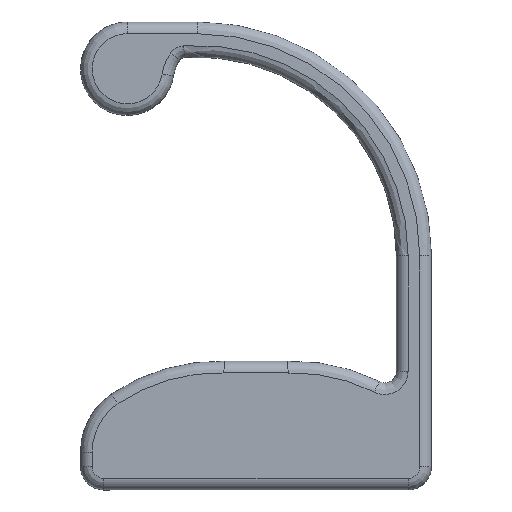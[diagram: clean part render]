
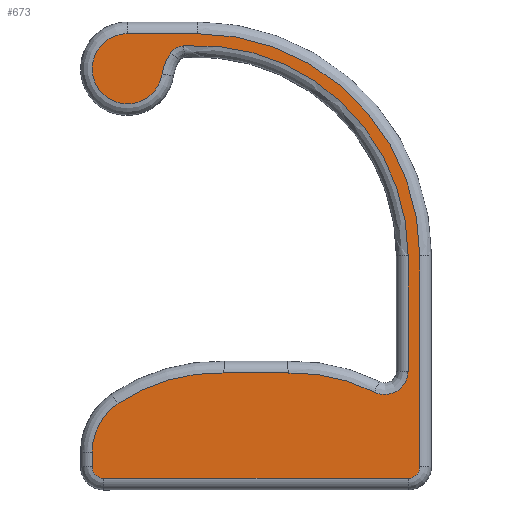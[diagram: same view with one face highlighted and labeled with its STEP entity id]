
A CAD part, top view. The second image highlights one B-rep face of the part: STEP entity #673.
In plain terms, the highlighted planar face has unit normal (0, 0, 1).
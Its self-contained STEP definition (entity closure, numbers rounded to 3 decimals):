
#67=FACE_OUTER_BOUND('',#118,.T.);
#118=EDGE_LOOP('',(#493,#494,#495,#496,#497,#498,#499,#500,#501,#502,#503,
#504,#505,#506,#507,#508,#509));
#177=LINE('',#1192,#212);
#179=LINE('',#1252,#214);
#180=LINE('',#1256,#215);
#181=LINE('',#1260,#216);
#182=LINE('',#1264,#217);
#183=LINE('',#1274,#218);
#212=VECTOR('',#862,5.462);
#214=VECTOR('',#874,1.235);
#215=VECTOR('',#877,26.);
#216=VECTOR('',#880,18.);
#217=VECTOR('',#883,6.);
#218=VECTOR('',#892,9.843);
#256=CIRCLE('',#735,15.41);
#260=CIRCLE('',#740,15.41);
#261=CIRCLE('',#742,5.);
#262=CIRCLE('',#743,1.);
#263=CIRCLE('',#744,1.);
#264=CIRCLE('',#745,19.);
#265=CIRCLE('',#746,3.);
#266=CIRCLE('',#747,4.);
#267=CIRCLE('',#748,1.5);
#268=CIRCLE('',#749,18.);
#269=CIRCLE('',#750,2.);
#323=VERTEX_POINT('',#1141);
#324=VERTEX_POINT('',#1164);
#326=VERTEX_POINT('',#1169);
#328=VERTEX_POINT('',#1245);
#329=VERTEX_POINT('',#1249);
#330=VERTEX_POINT('',#1251);
#331=VERTEX_POINT('',#1253);
#332=VERTEX_POINT('',#1255);
#333=VERTEX_POINT('',#1257);
#334=VERTEX_POINT('',#1259);
#335=VERTEX_POINT('',#1261);
#336=VERTEX_POINT('',#1263);
#337=VERTEX_POINT('',#1265);
#338=VERTEX_POINT('',#1267);
#339=VERTEX_POINT('',#1269);
#340=VERTEX_POINT('',#1271);
#341=VERTEX_POINT('',#1273);
#386=EDGE_CURVE('',#324,#323,#256,.T.);
#389=EDGE_CURVE('',#323,#326,#177,.T.);
#393=EDGE_CURVE('',#326,#328,#260,.T.);
#394=EDGE_CURVE('',#328,#329,#261,.T.);
#395=EDGE_CURVE('',#329,#330,#179,.T.);
#396=EDGE_CURVE('',#330,#331,#262,.T.);
#397=EDGE_CURVE('',#331,#332,#180,.T.);
#398=EDGE_CURVE('',#332,#333,#263,.T.);
#399=EDGE_CURVE('',#333,#334,#181,.T.);
#400=EDGE_CURVE('',#334,#335,#264,.T.);
#401=EDGE_CURVE('',#335,#336,#182,.T.);
#402=EDGE_CURVE('',#336,#337,#265,.T.);
#403=EDGE_CURVE('',#337,#338,#266,.T.);
#404=EDGE_CURVE('',#338,#339,#267,.T.);
#405=EDGE_CURVE('',#339,#340,#268,.T.);
#406=EDGE_CURVE('',#340,#341,#183,.T.);
#407=EDGE_CURVE('',#341,#324,#269,.T.);
#493=ORIENTED_EDGE('',*,*,#393,.T.);
#494=ORIENTED_EDGE('',*,*,#394,.T.);
#495=ORIENTED_EDGE('',*,*,#395,.T.);
#496=ORIENTED_EDGE('',*,*,#396,.T.);
#497=ORIENTED_EDGE('',*,*,#397,.T.);
#498=ORIENTED_EDGE('',*,*,#398,.T.);
#499=ORIENTED_EDGE('',*,*,#399,.T.);
#500=ORIENTED_EDGE('',*,*,#400,.T.);
#501=ORIENTED_EDGE('',*,*,#401,.T.);
#502=ORIENTED_EDGE('',*,*,#402,.T.);
#503=ORIENTED_EDGE('',*,*,#403,.T.);
#504=ORIENTED_EDGE('',*,*,#404,.T.);
#505=ORIENTED_EDGE('',*,*,#405,.T.);
#506=ORIENTED_EDGE('',*,*,#406,.T.);
#507=ORIENTED_EDGE('',*,*,#407,.T.);
#508=ORIENTED_EDGE('',*,*,#386,.T.);
#509=ORIENTED_EDGE('',*,*,#389,.T.);
#656=PLANE('',#741);
#673=ADVANCED_FACE('',(#67),#656,.T.);
#735=AXIS2_PLACEMENT_3D('',#1165,#856,#857);
#740=AXIS2_PLACEMENT_3D('',#1247,#868,#869);
#741=AXIS2_PLACEMENT_3D('',#1248,#870,#871);
#742=AXIS2_PLACEMENT_3D('',#1250,#872,#873);
#743=AXIS2_PLACEMENT_3D('',#1254,#875,#876);
#744=AXIS2_PLACEMENT_3D('',#1258,#878,#879);
#745=AXIS2_PLACEMENT_3D('',#1262,#881,#882);
#746=AXIS2_PLACEMENT_3D('',#1266,#884,#885);
#747=AXIS2_PLACEMENT_3D('',#1268,#886,#887);
#748=AXIS2_PLACEMENT_3D('',#1270,#888,#889);
#749=AXIS2_PLACEMENT_3D('',#1272,#890,#891);
#750=AXIS2_PLACEMENT_3D('',#1275,#893,#894);
#856=DIRECTION('center_axis',(0.,0.,1.));
#857=DIRECTION('ref_axis',(1.,0.,0.));
#862=DIRECTION('',(-1.,0.,0.));
#868=DIRECTION('center_axis',(0.,0.,1.));
#869=DIRECTION('ref_axis',(1.,0.,0.));
#870=DIRECTION('center_axis',(0.,0.,1.));
#871=DIRECTION('ref_axis',(1.,0.,0.));
#872=DIRECTION('center_axis',(0.,0.,1.));
#873=DIRECTION('ref_axis',(1.,0.,0.));
#874=DIRECTION('',(0.,-1.,0.));
#875=DIRECTION('center_axis',(0.,0.,1.));
#876=DIRECTION('ref_axis',(1.,0.,0.));
#877=DIRECTION('',(1.,0.,0.));
#878=DIRECTION('center_axis',(0.,0.,1.));
#879=DIRECTION('ref_axis',(1.,0.,0.));
#880=DIRECTION('',(0.,1.,0.));
#881=DIRECTION('center_axis',(0.,0.,1.));
#882=DIRECTION('ref_axis',(1.,0.,0.));
#883=DIRECTION('',(-1.,0.,0.));
#884=DIRECTION('center_axis',(0.,0.,1.));
#885=DIRECTION('ref_axis',(1.,0.,0.));
#886=DIRECTION('center_axis',(0.,0.,-1.));
#887=DIRECTION('ref_axis',(1.,0.,0.));
#888=DIRECTION('center_axis',(0.,0.,-1.));
#889=DIRECTION('ref_axis',(1.,0.,0.));
#890=DIRECTION('center_axis',(0.,0.,-1.));
#891=DIRECTION('ref_axis',(1.,0.,0.));
#892=DIRECTION('',(0.,-1.,0.));
#893=DIRECTION('center_axis',(0.,0.,-1.));
#894=DIRECTION('ref_axis',(1.,0.,0.));
#1141=CARTESIAN_POINT('',(13.731,5.498,3.));
#1164=CARTESIAN_POINT('',(21.103,3.867,3.));
#1165=CARTESIAN_POINT('Origin',(14.19,-9.905,3.));
#1169=CARTESIAN_POINT('',(8.269,5.498,3.));
#1192=CARTESIAN_POINT('',(13.731,5.498,3.));
#1245=CARTESIAN_POINT('',(-0.791,2.881,3.));
#1247=CARTESIAN_POINT('Origin',(7.81,-9.905,3.));
#1248=CARTESIAN_POINT('Origin',(-7.,-8.502,3.));
#1249=CARTESIAN_POINT('',(-3.,-1.267,3.));
#1250=CARTESIAN_POINT('Origin',(2.,-1.267,3.));
#1251=CARTESIAN_POINT('',(-3.,-2.502,3.));
#1252=CARTESIAN_POINT('',(-3.,-1.267,3.));
#1253=CARTESIAN_POINT('',(-2.,-3.502,3.));
#1254=CARTESIAN_POINT('Origin',(-2.,-2.502,3.));
#1255=CARTESIAN_POINT('',(24.,-3.502,3.));
#1256=CARTESIAN_POINT('',(-2.,-3.502,3.));
#1257=CARTESIAN_POINT('',(25.,-2.502,3.));
#1258=CARTESIAN_POINT('Origin',(24.,-2.502,3.));
#1259=CARTESIAN_POINT('',(25.,15.498,3.));
#1260=CARTESIAN_POINT('',(25.,-2.502,3.));
#1261=CARTESIAN_POINT('',(6.,34.498,3.));
#1262=CARTESIAN_POINT('Origin',(6.,15.498,3.));
#1263=CARTESIAN_POINT('',(0.,34.498,3.));
#1264=CARTESIAN_POINT('',(6.,34.498,3.));
#1265=CARTESIAN_POINT('',(2.967,31.057,3.));
#1266=CARTESIAN_POINT('Origin',(0.,31.498,3.));
#1267=CARTESIAN_POINT('',(3.716,32.858,3.));
#1268=CARTESIAN_POINT('Origin',(6.924,30.469,3.));
#1269=CARTESIAN_POINT('',(4.821,33.459,3.));
#1270=CARTESIAN_POINT('Origin',(4.919,31.962,3.));
#1271=CARTESIAN_POINT('',(24.,15.498,3.));
#1272=CARTESIAN_POINT('Origin',(6.,15.498,3.));
#1273=CARTESIAN_POINT('',(24.,5.655,3.));
#1274=CARTESIAN_POINT('',(24.,15.498,3.));
#1275=CARTESIAN_POINT('Origin',(22.,5.655,3.));
